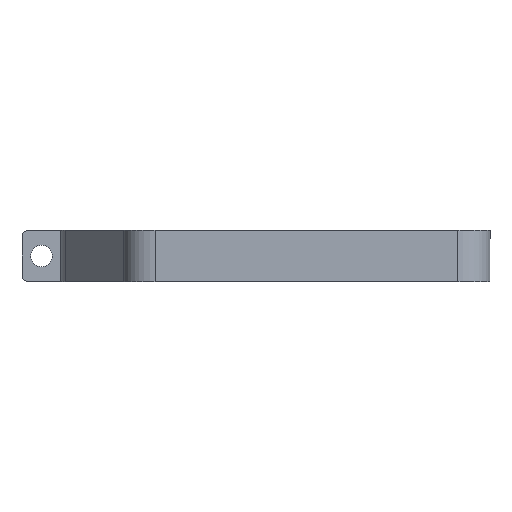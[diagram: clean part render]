
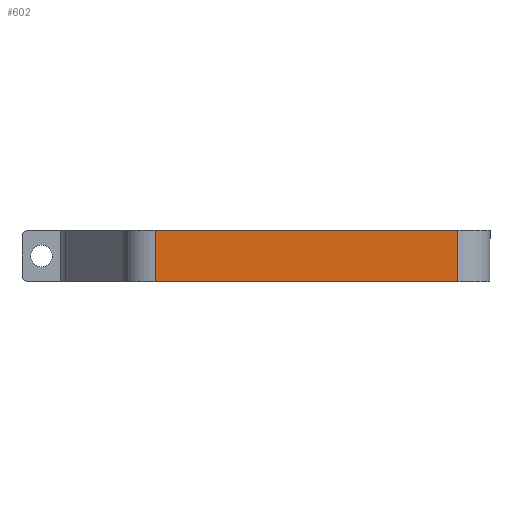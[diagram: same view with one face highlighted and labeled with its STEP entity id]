
A CAD part, left-side view. The second image highlights one B-rep face of the part: STEP entity #602.
In plain terms, the highlighted planar face has unit normal (-1, 0, 0).
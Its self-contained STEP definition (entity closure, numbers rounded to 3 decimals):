
#49 = ORIENTED_EDGE ( 'NONE', *, *, #696, .F. ) ;
#121 = VERTEX_POINT ( 'NONE', #921 ) ;
#155 = CARTESIAN_POINT ( 'NONE',  ( -52.5, -36.106, 0. ) ) ;
#235 = DIRECTION ( 'NONE',  ( 0., -1., 0. ) ) ;
#300 = LINE ( 'NONE', #1411, #1292 ) ;
#317 = EDGE_LOOP ( 'NONE', ( #49, #1117, #997, #816 ) ) ;
#373 = AXIS2_PLACEMENT_3D ( 'NONE', #876, #881, #490 ) ;
#420 = FACE_OUTER_BOUND ( 'NONE', #317, .T. ) ;
#484 = DIRECTION ( 'NONE',  ( 0., 0., 1. ) ) ;
#490 = DIRECTION ( 'NONE',  ( 0., -1., 0. ) ) ;
#522 = VECTOR ( 'NONE', #235, 1000. ) ;
#532 = DIRECTION ( 'NONE',  ( 0., 1., 0. ) ) ;
#602 = ADVANCED_FACE ( 'NONE', ( #420 ), #1267, .T. ) ;
#612 = CARTESIAN_POINT ( 'NONE',  ( -52.5, 15.966, 8. ) ) ;
#653 = CARTESIAN_POINT ( 'NONE',  ( -52.5, -31.106, 0. ) ) ;
#696 = EDGE_CURVE ( 'NONE', #1624, #121, #863, .T. ) ;
#723 = VECTOR ( 'NONE', #884, 1000. ) ;
#775 = EDGE_CURVE ( 'NONE', #1624, #1099, #1428, .T. ) ;
#816 = ORIENTED_EDGE ( 'NONE', *, *, #824, .T. ) ;
#824 = EDGE_CURVE ( 'NONE', #1439, #121, #300, .T. ) ;
#863 = LINE ( 'NONE', #1282, #522 ) ;
#876 = CARTESIAN_POINT ( 'NONE',  ( -52.5, -36.106, -124.054 ) ) ;
#881 = DIRECTION ( 'NONE',  ( -1., 0., 0. ) ) ;
#884 = DIRECTION ( 'NONE',  ( 0., 0., -1. ) ) ;
#921 = CARTESIAN_POINT ( 'NONE',  ( -52.5, -31.106, 8. ) ) ;
#997 = ORIENTED_EDGE ( 'NONE', *, *, #1059, .F. ) ;
#1059 = EDGE_CURVE ( 'NONE', #1439, #1099, #1597, .T. ) ;
#1099 = VERTEX_POINT ( 'NONE', #1311 ) ;
#1117 = ORIENTED_EDGE ( 'NONE', *, *, #775, .T. ) ;
#1215 = VECTOR ( 'NONE', #532, 1000. ) ;
#1267 = PLANE ( 'NONE',  #373 ) ;
#1282 = CARTESIAN_POINT ( 'NONE',  ( -52.5, -36.106, 8. ) ) ;
#1292 = VECTOR ( 'NONE', #484, 1000. ) ;
#1311 = CARTESIAN_POINT ( 'NONE',  ( -52.5, 15.966, 0. ) ) ;
#1411 = CARTESIAN_POINT ( 'NONE',  ( -52.5, -31.106, -124.054 ) ) ;
#1428 = LINE ( 'NONE', #1666, #723 ) ;
#1439 = VERTEX_POINT ( 'NONE', #653 ) ;
#1597 = LINE ( 'NONE', #155, #1215 ) ;
#1624 = VERTEX_POINT ( 'NONE', #612 ) ;
#1666 = CARTESIAN_POINT ( 'NONE',  ( -52.5, 15.966, -124.054 ) ) ;
